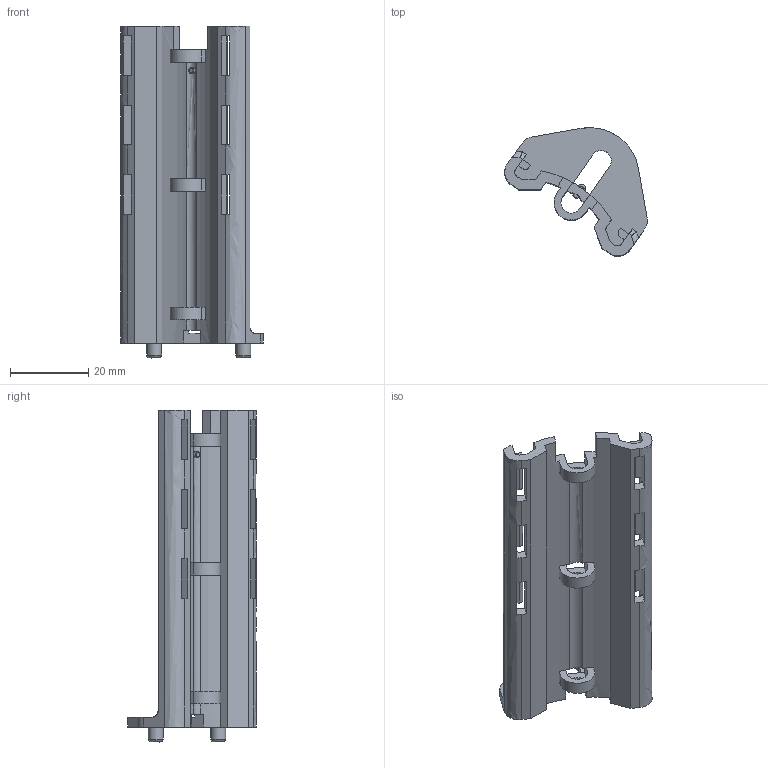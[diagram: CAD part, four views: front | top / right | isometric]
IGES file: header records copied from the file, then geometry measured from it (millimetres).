
Global section: file name: a_base.igs; preprocessor: I-DEAS 3D IGES Translator 8; date: 20020503.114112; units: inch
Bounding box: 36.56 x 33 x 85.09 mm (x, y, z)
Volume: 11626.1 mm3; surface area: 10895.8 mm2
Topology: 1 solids, 1 shells, 147 faces, 473 edges, 310 vertices
Faces by surface type: bspline 147
